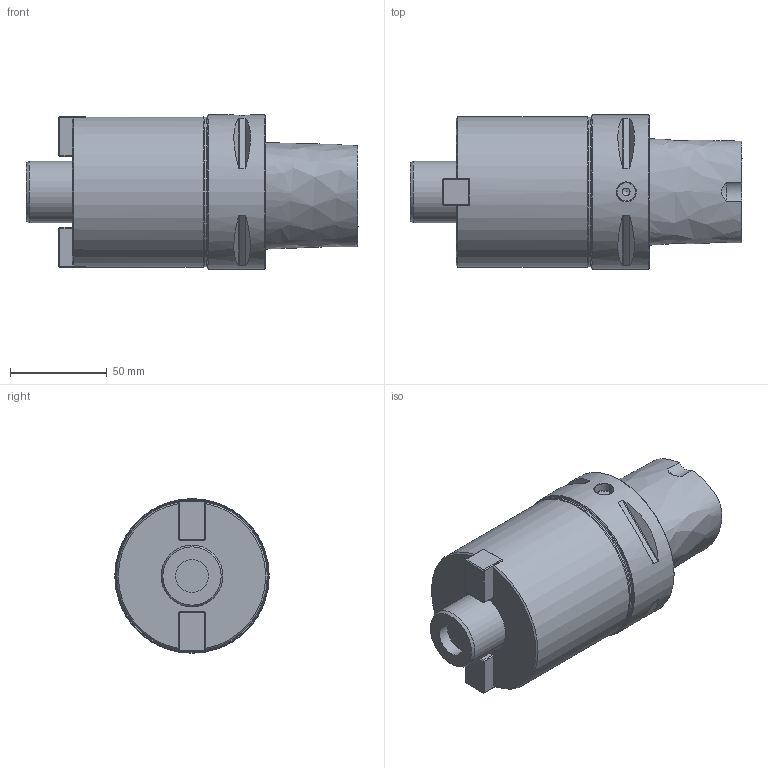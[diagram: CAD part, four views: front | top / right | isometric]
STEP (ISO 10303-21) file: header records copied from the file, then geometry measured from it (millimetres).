
FILE_DESCRIPTION(/* description */ (''),/* implementation_level */ '2;1');
FILE_NAME(/* name */ 'AC8-FM-32-100.stp',/* time_stamp */ '2024-12-18T12:21:37+03:00',/* author */ (''),/* organization */ (''),/* preprocessor_version */ 'ST-DEVELOPER v19.4',/* originating_system */ 'SIEMENS PLM Software NX2306.3001',/* authorisation */ '');
FILE_SCHEMA (('AUTOMOTIVE_DESIGN { 1 0 10303 214 3 1 1 1 }'));
Length unit declared in the file: millimetre
Products named in the file (1): AC8-FM-32-100-light
Bounding box: 172 x 80 x 80 mm (x, y, z)
Volume: 613814.3 mm3; surface area: 46835.3 mm2
Topology: 1 solids, 1 shells, 96 faces, 215 edges, 129 vertices
Faces by surface type: plane 67, cylinder 16, cone 9, torus 2, bspline 2
Full cylindrical faces by diameter (mm): 4 x1, 10 x1, 17 x1, 32 x1, 77.5 x1, 78 x1, 80 x1
Entity records: 3389 total; most frequent: CARTESIAN_POINT 1395, DIRECTION 394, ORIENTED_EDGE 378, EDGE_CURVE 189, AXIS2_PLACEMENT_3D 137, EDGE_LOOP 122, VERTEX_POINT 122, LINE 120
